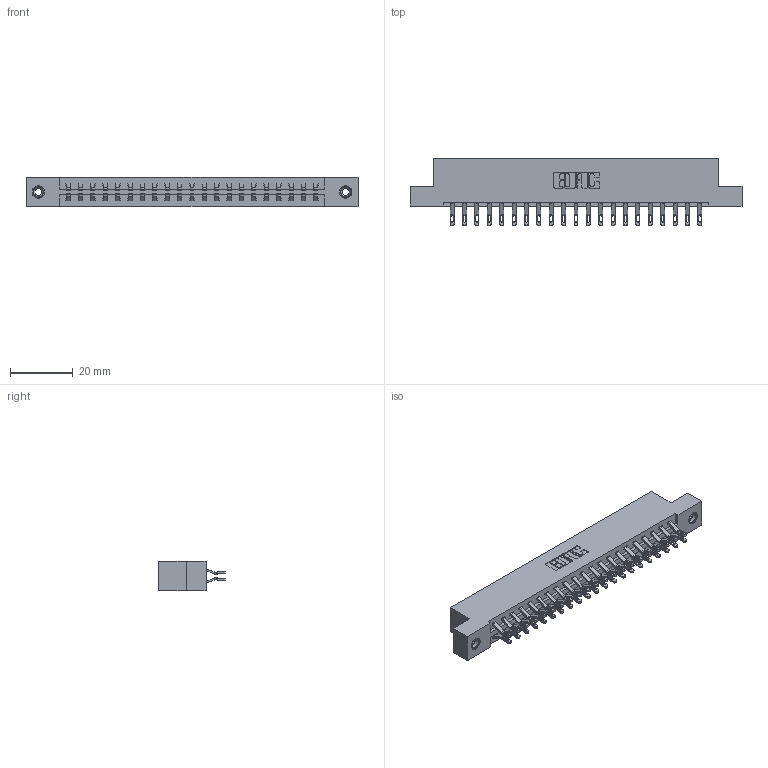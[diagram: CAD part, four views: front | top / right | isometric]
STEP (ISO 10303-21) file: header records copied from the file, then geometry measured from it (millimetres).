
FILE_DESCRIPTION (( 'STEP AP203' ), '1' );
FILE_NAME ('337-042-555-208.STEP', '2018-08-09T01:17:29', ( '' ), ( '' ), 'SwSTEP 2.0', 'SolidWorks 2016', '' );
FILE_SCHEMA (( 'CONFIG_CONTROL_DESIGN' ));
Length unit declared in the file: inch
Products named in the file (4): 337 Part_Flush Mounting Lugs - 0.156 Dia-TI; 345-292-001_555 Tail; 345-250-001_345-250-003-102; 337-042-555-208
Assembly tree (45 placements, depth 2):
  337-042-555-208
    337 Part_Flush Mounting Lugs - 0.156 Dia-TI
    345-292-001_555 Tail  x42
    345-250-001_345-250-003-102  x2
Bounding box: 106.22 x 21.47 x 9.4 mm (x, y, z)
Volume: 11030.4 mm3; surface area: 12748.9 mm2
Topology: 45 solids, 45 shells, 2694 faces, 8385 edges, 5582 vertices
Faces by surface type: plane 1614, cylinder 1064, cone 12, torus 4
Entity records: 20510 total; most frequent: CARTESIAN_POINT 3487, ORIENTED_EDGE 3386, DIRECTION 3007, EDGE_CURVE 1693, LINE 1525, VECTOR 1525, VERTEX_POINT 1124, AXIS2_PLACEMENT_3D 741
